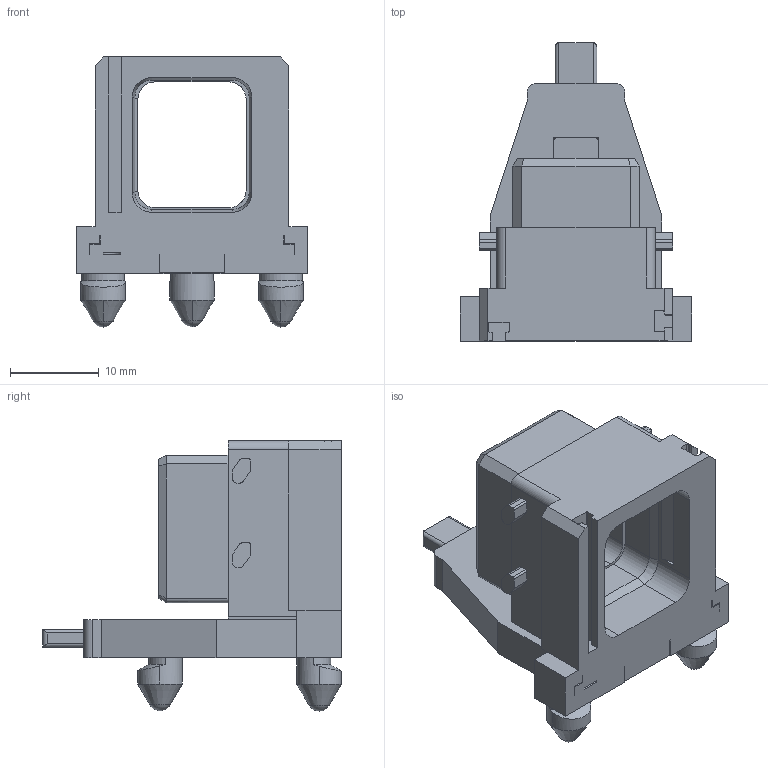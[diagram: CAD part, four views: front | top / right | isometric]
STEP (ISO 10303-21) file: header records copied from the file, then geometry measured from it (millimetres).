
FILE_DESCRIPTION((''),'2;1');
FILE_NAME('35598000000','2020-02-19T',('presta_be4'),(''),'CREO PARAMETRIC BY PTC INC, 2018360','CREO PARAMETRIC BY PTC INC, 2018360','');
FILE_SCHEMA(('CONFIG_CONTROL_DESIGN'));
Length unit declared in the file: millimetre
Products named in the file (1): 35598000000
Bounding box: 26 x 33.6 x 30.4 mm (x, y, z)
Volume: 5373 mm3; surface area: 5569.1 mm2
Topology: 1 solids, 1 shells, 310 faces, 837 edges, 535 vertices
Faces by surface type: plane 187, cylinder 90, cone 21, bspline 6, sphere 6
Entity records: 17571 total; most frequent: CARTESIAN_POINT 9709, ORIENTED_EDGE 1662, DIRECTION 1573, EDGE_CURVE 831, VECTOR 595, LINE 595, VERTEX_POINT 535, AXIS2_PLACEMENT_3D 489
